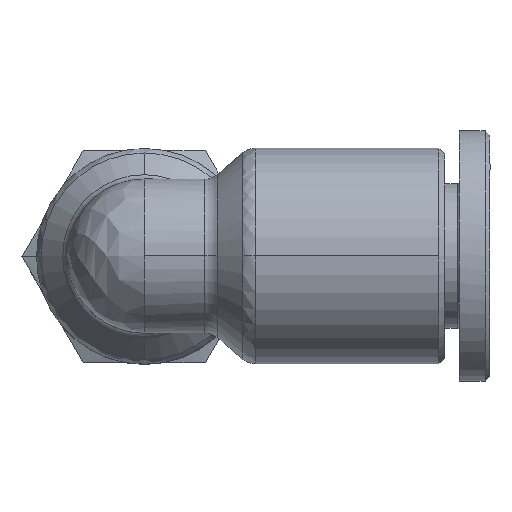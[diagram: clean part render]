
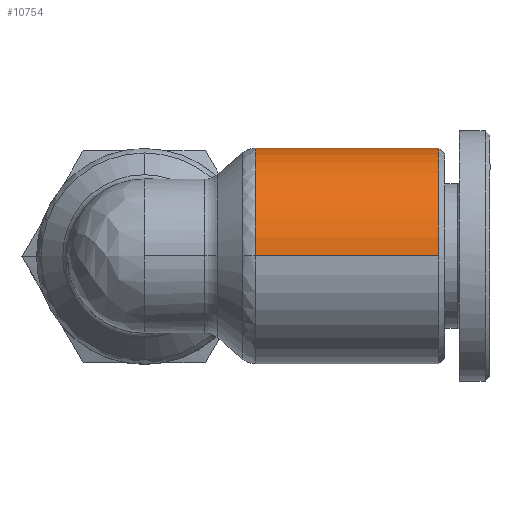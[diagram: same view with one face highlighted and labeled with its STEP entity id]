
A CAD part, top view. The second image highlights one B-rep face of the part: STEP entity #10754.
In plain terms, the highlighted cylindrical face has radius 5.6 mm (diameter 11.2 mm), a partial arc.
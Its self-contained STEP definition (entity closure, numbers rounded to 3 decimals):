
#48 = CARTESIAN_POINT ( 'NONE',  ( -20.018, 0., 5.384 ) ) ;
#226 = DIRECTION ( 'NONE',  ( 0., 0., -1. ) ) ;
#230 = CARTESIAN_POINT ( 'NONE',  ( -10.483, 0., 5.384 ) ) ;
#374 = DIRECTION ( 'NONE',  ( 0., 0., -1. ) ) ;
#610 = CARTESIAN_POINT ( 'NONE',  ( -14.418, 0., 5.384 ) ) ;
#1082 = DIRECTION ( 'NONE',  ( 1., 0., 0. ) ) ;
#1149 = CARTESIAN_POINT ( 'NONE',  ( -20.018, 0., -0.216 ) ) ;
#1644 = ORIENTED_EDGE ( 'NONE', *, *, #5331, .T. ) ;
#1970 = CARTESIAN_POINT ( 'NONE',  ( -14.418, 0., -5.816 ) ) ;
#1998 = VERTEX_POINT ( 'NONE', #2708 ) ;
#2023 = VECTOR ( 'NONE', #1082, 1000. ) ;
#2136 = AXIS2_PLACEMENT_3D ( 'NONE', #7907, #4531, #2849 ) ;
#2398 = DIRECTION ( 'NONE',  ( 1., 0., 0. ) ) ;
#2564 = LINE ( 'NONE', #1970, #2023 ) ;
#2708 = CARTESIAN_POINT ( 'NONE',  ( -10.483, 0., -5.816 ) ) ;
#2849 = DIRECTION ( 'NONE',  ( 0., 0., -1. ) ) ;
#3632 = DIRECTION ( 'NONE',  ( 1., 0., 0. ) ) ;
#3669 = VERTEX_POINT ( 'NONE', #48 ) ;
#3992 = CIRCLE ( 'NONE', #4078, 5.6 ) ;
#4078 = AXIS2_PLACEMENT_3D ( 'NONE', #1149, #7849, #226 ) ;
#4151 = EDGE_CURVE ( 'NONE', #7392, #1998, #2564, .T. ) ;
#4160 = VERTEX_POINT ( 'NONE', #230 ) ;
#4531 = DIRECTION ( 'NONE',  ( -1., 0., 0. ) ) ;
#4957 = LINE ( 'NONE', #610, #5349 ) ;
#5331 = EDGE_CURVE ( 'NONE', #7392, #10495, #8857, .T. ) ;
#5349 = VECTOR ( 'NONE', #2398, 1000. ) ;
#5575 = EDGE_CURVE ( 'NONE', #3669, #4160, #4957, .T. ) ;
#6314 = CYLINDRICAL_SURFACE ( 'NONE', #10158, 5.6 ) ;
#6326 = FACE_OUTER_BOUND ( 'NONE', #7424, .T. ) ;
#6644 = CARTESIAN_POINT ( 'NONE',  ( -20.018, 5.6, -0.216 ) ) ;
#7334 = EDGE_CURVE ( 'NONE', #4160, #1998, #9939, .T. ) ;
#7392 = VERTEX_POINT ( 'NONE', #10384 ) ;
#7424 = EDGE_LOOP ( 'NONE', ( #8760, #9664, #8529, #7508, #1644 ) ) ;
#7508 = ORIENTED_EDGE ( 'NONE', *, *, #4151, .F. ) ;
#7849 = DIRECTION ( 'NONE',  ( 1., 0., 0. ) ) ;
#7869 = DIRECTION ( 'NONE',  ( 0., 0., -1. ) ) ;
#7907 = CARTESIAN_POINT ( 'NONE',  ( -10.483, 0., -0.216 ) ) ;
#8529 = ORIENTED_EDGE ( 'NONE', *, *, #7334, .T. ) ;
#8669 = EDGE_CURVE ( 'NONE', #10495, #3669, #3992, .T. ) ;
#8696 = CARTESIAN_POINT ( 'NONE',  ( -14.418, 0., -0.216 ) ) ;
#8760 = ORIENTED_EDGE ( 'NONE', *, *, #8669, .T. ) ;
#8836 = CARTESIAN_POINT ( 'NONE',  ( -20.018, 0., -0.216 ) ) ;
#8857 = CIRCLE ( 'NONE', #10391, 5.6 ) ;
#9534 = DIRECTION ( 'NONE',  ( 1., 0., 0. ) ) ;
#9664 = ORIENTED_EDGE ( 'NONE', *, *, #5575, .T. ) ;
#9939 = CIRCLE ( 'NONE', #2136, 5.6 ) ;
#10158 = AXIS2_PLACEMENT_3D ( 'NONE', #8696, #9534, #374 ) ;
#10384 = CARTESIAN_POINT ( 'NONE',  ( -20.018, 0., -5.816 ) ) ;
#10391 = AXIS2_PLACEMENT_3D ( 'NONE', #8836, #3632, #7869 ) ;
#10495 = VERTEX_POINT ( 'NONE', #6644 ) ;
#10754 = ADVANCED_FACE ( 'NONE', ( #6326 ), #6314, .T. ) ;
